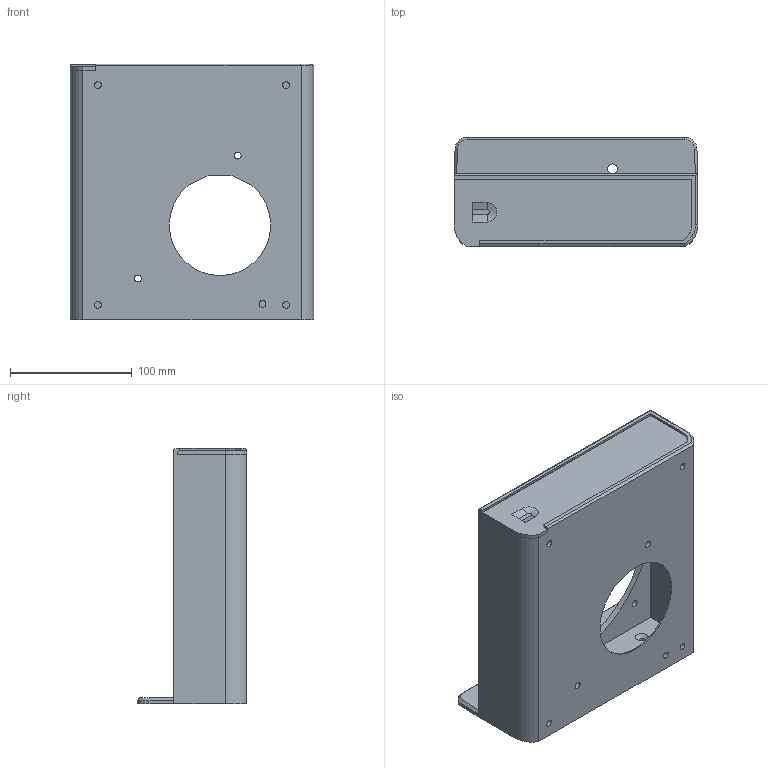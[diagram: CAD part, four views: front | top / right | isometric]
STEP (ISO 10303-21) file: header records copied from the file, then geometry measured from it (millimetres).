
FILE_DESCRIPTION(/* description */ (''),/* implementation_level */ '2;1');
FILE_NAME(/* name */ 'Fumes Desk Filter CA2 - filter box + lid.step',/* time_stamp */ '2025-04-28T05:42:07-06:00',/* author */ (''),/* organization */ (''),/* preprocessor_version */ 'ST-DEVELOPER v20.1',/* originating_system */ 'Autodesk Translation Framework v14.4.0.0',/* authorisation */ '');
FILE_SCHEMA (('AUTOMOTIVE_DESIGN { 1 0 10303 214 3 1 1 }'));
Length unit declared in the file: millimetre
Products named in the file (1): Filter Box
Bounding box: 200 x 90 x 210 mm (x, y, z)
Volume: 446266.3 mm3; surface area: 197079 mm2
Topology: 2 solids, 2 shells, 129 faces, 344 edges, 214 vertices
Faces by surface type: plane 71, cylinder 37, cone 13, bspline 6, torus 2
Full cylindrical faces by diameter (mm): 4.5 x3, 5.6 x11, 8 x1
Entity records: 4250 total; most frequent: CARTESIAN_POINT 928, ORIENTED_EDGE 688, DIRECTION 674, EDGE_CURVE 344, AXIS2_PLACEMENT_3D 228, LINE 218, VECTOR 218, VERTEX_POINT 214
